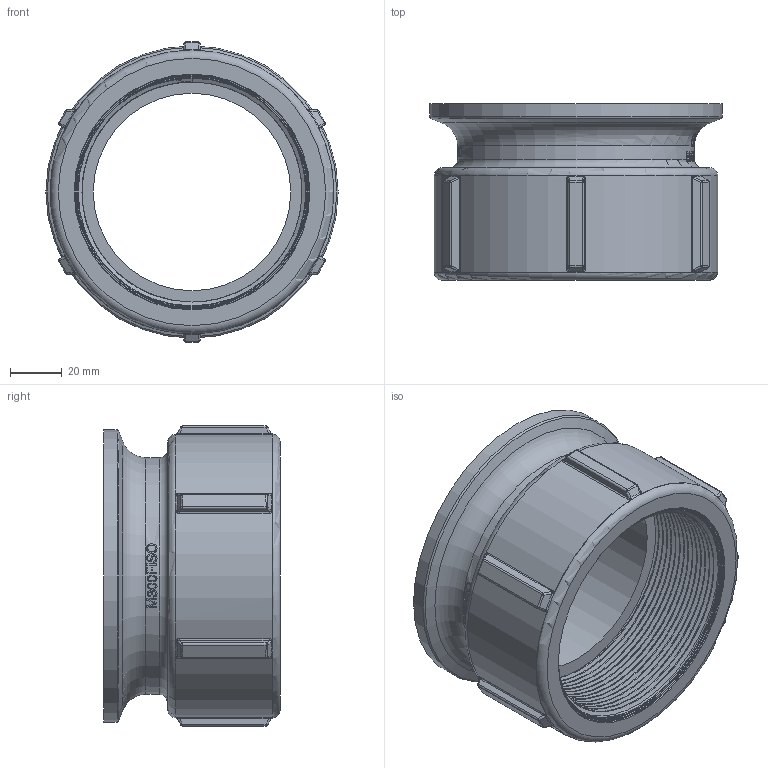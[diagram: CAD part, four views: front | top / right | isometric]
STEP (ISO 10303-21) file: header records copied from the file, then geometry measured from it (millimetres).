
FILE_DESCRIPTION(/* description */ ('3" MANIFOLD x 3" ISO 228 FEMALE THDS'),/* implementation_level */ '2;1');
FILE_NAME(/* name */ 'M300FISO.stp',/* time_stamp */ '2020-04-27T12:58:08-04:00',/* author */ ('ALR'),/* organization */ (''),/* preprocessor_version */ 'ST-DEVELOPER v17',/* originating_system */ 'Autodesk Inventor 2019',/* authorisation */ '');
FILE_SCHEMA (('AUTOMOTIVE_DESIGN { 1 0 10303 214 3 1 1 }'));
Length unit declared in the file: inch
Products named in the file (1): M300FISO
Bounding box: 112.78 x 68.07 x 115.82 mm (x, y, z)
Volume: 291568.6 mm3; surface area: 64052 mm2
Topology: 1 solids, 1 shells, 600 faces, 1597 edges, 992 vertices
Faces by surface type: bspline 231, plane 172, cylinder 113, torus 42, sphere 24, cone 18
Full cylindrical faces by diameter (mm): 76.2 x1, 84.926 x17, 87.884 x16, 89.154 x1, 90.424 x1, 91.44 x1, 94.742 x1, 112.776 x1
Entity records: 25838 total; most frequent: CARTESIAN_POINT 12573, ORIENTED_EDGE 3138, DIRECTION 2156, EDGE_CURVE 1569, VERTEX_POINT 992, AXIS2_PLACEMENT_3D 860, B_SPLINE_CURVE_WITH_KNOTS 643, EDGE_LOOP 623
